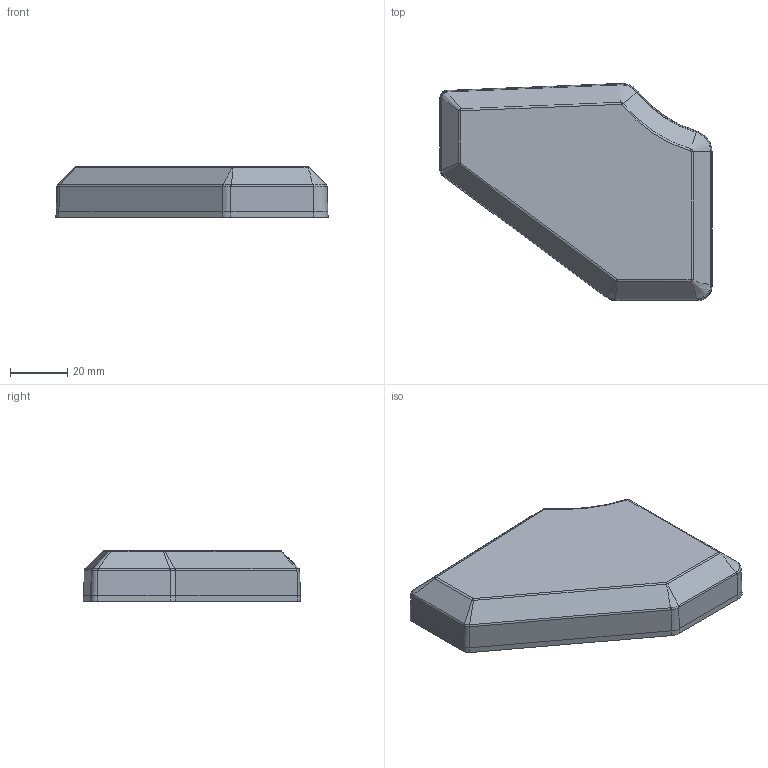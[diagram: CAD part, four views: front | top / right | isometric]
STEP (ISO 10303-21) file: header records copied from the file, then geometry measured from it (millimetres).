
FILE_DESCRIPTION (( 'STEP AP214' ), '1' );
FILE_NAME ('TopAb_R_cover.STEP', '2017-08-15T07:55:38', ( '' ), ( '' ), 'SwSTEP 2.0', 'SolidWorks 2016', '' );
FILE_SCHEMA (( 'AUTOMOTIVE_DESIGN' ));
Length unit declared in the file: millimetre
Products named in the file (1): TopAb_R_cover
Bounding box: 95.18 x 75.96 x 17.78 mm (x, y, z)
Volume: 19010.5 mm3; surface area: 20275.2 mm2
Topology: 1 solids, 3 shells, 300 faces, 781 edges, 493 vertices
Faces by surface type: plane 162, bspline 57, cone 49, cylinder 26, torus 6
Entity records: 13554 total; most frequent: CARTESIAN_POINT 4455, ORIENTED_EDGE 1552, DIRECTION 1237, EDGE_CURVE 776, VERTEX_POINT 493, LINE 467, VECTOR 467, AXIS2_PLACEMENT_3D 385
